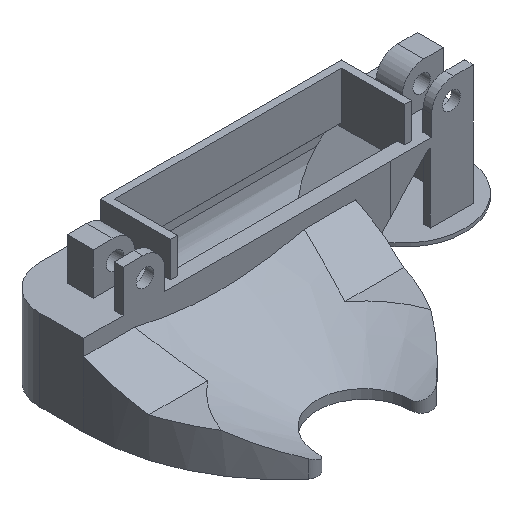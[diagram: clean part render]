
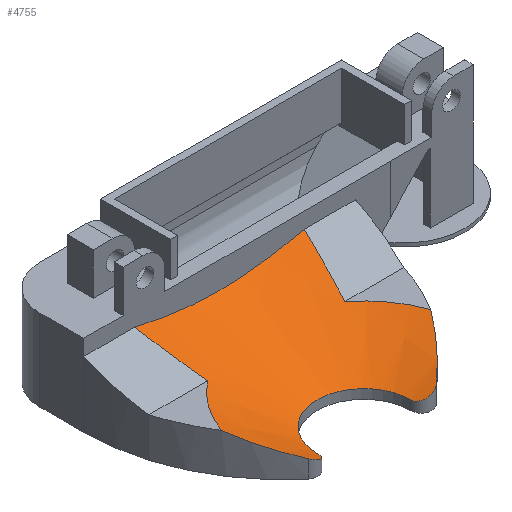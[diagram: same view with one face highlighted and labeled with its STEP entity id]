
A CAD part, isometric view. The second image highlights one B-rep face of the part: STEP entity #4755.
In plain terms, the highlighted conical face has half-angle 65 degrees and reference radius 5.576 mm.
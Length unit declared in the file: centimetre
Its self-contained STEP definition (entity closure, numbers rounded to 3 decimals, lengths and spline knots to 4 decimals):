
#122=CONICAL_SURFACE($,#5031,0.5576,1.134);
#127=(
BOUNDED_CURVE()
B_SPLINE_CURVE(2,(#6457,#6458,#6459),.UNSPECIFIED.,.F.,.F.)
B_SPLINE_CURVE_WITH_KNOTS((3,3),(0.0017,1.9548),
 .UNSPECIFIED.)
CURVE()
GEOMETRIC_REPRESENTATION_ITEM()
RATIONAL_B_SPLINE_CURVE((1.,1.16,1.))
REPRESENTATION_ITEM($)
);
#293=FACE_OUTER_BOUND($,#544,.T.);
#544=EDGE_LOOP($,(#3289,#3290,#3291,#3292,#3293,#3294,#3295,#3296,#3297,
#3298));
#827=ELLIPSE($,#5032,15.1661,1.9644);
#828=ELLIPSE($,#5035,15.1661,1.9644);
#838=B_SPLINE_CURVE_WITH_KNOTS($,3,(#6314,#6315,#6316,#6317,#6318,#6319,
#6320,#6321,#6322),.UNSPECIFIED.,.F.,.F.,(4,2,3,4),(-0.5776,
-0.4487,0.,0.1499),.UNSPECIFIED.);
#839=B_SPLINE_CURVE_WITH_KNOTS($,3,(#6335,#6336,#6337,#6338,#6339,#6340,
#6341,#6342),.UNSPECIFIED.,.F.,.F.,(4,2,2,4),(10.0213,10.1498,
10.5985,10.7488),.UNSPECIFIED.);
#844=B_SPLINE_CURVE_WITH_KNOTS($,3,(#6428,#6429,#6430,#6431,#6432,#6433,
#6434,#6435,#6436,#6437,#6438,#6439,#6440,#6441,#6442,#6443,#6444),
 .UNSPECIFIED.,.F.,.F.,(4,2,2,3,2,2,2,4),(0.6515,0.6521,
0.707,0.7618,0.8062,0.8505,
0.8899,0.9293),.UNSPECIFIED.);
#845=B_SPLINE_CURVE_WITH_KNOTS($,3,(#6463,#6464,#6465,#6466,#6467,#6468,
#6469,#6470,#6471,#6472,#6473,#6474,#6475,#6476,#6477,#6478,#6479),
 .UNSPECIFIED.,.F.,.F.,(4,2,2,2,3,2,2,4),(0.5944,0.6338,
0.6732,0.7175,0.7618,0.8167,
0.8716,0.8721),.UNSPECIFIED.);
#1011=CIRCLE($,#5029,0.532);
#1013=CIRCLE($,#5033,1.2712);
#1014=CIRCLE($,#5034,1.2712);
#2024=VERTEX_POINT($,#6311);
#2025=VERTEX_POINT($,#6313);
#2030=VERTEX_POINT($,#6332);
#2031=VERTEX_POINT($,#6334);
#2055=VERTEX_POINT($,#6427);
#2057=VERTEX_POINT($,#6449);
#2059=VERTEX_POINT($,#6455);
#2060=VERTEX_POINT($,#6456);
#2061=VERTEX_POINT($,#6460);
#2062=VERTEX_POINT($,#6480);
#2517=EDGE_CURVE($,#2024,#2025,#838,.F.);
#2523=EDGE_CURVE($,#2030,#2031,#839,.T.);
#2548=EDGE_CURVE($,#2031,#2055,#844,.T.);
#2551=EDGE_CURVE($,#2055,#2057,#1011,.F.);
#2554=EDGE_CURVE($,#2059,#2060,#127,.T.);
#2555=EDGE_CURVE($,#2061,#2059,#827,.T.);
#2556=EDGE_CURVE($,#2025,#2061,#1013,.T.);
#2557=EDGE_CURVE($,#2057,#2024,#845,.T.);
#2558=EDGE_CURVE($,#2062,#2030,#1014,.T.);
#2559=EDGE_CURVE($,#2060,#2062,#828,.T.);
#3289=ORIENTED_EDGE($,*,*,#2554,.F.);
#3290=ORIENTED_EDGE($,*,*,#2555,.F.);
#3291=ORIENTED_EDGE($,*,*,#2556,.F.);
#3292=ORIENTED_EDGE($,*,*,#2517,.F.);
#3293=ORIENTED_EDGE($,*,*,#2557,.F.);
#3294=ORIENTED_EDGE($,*,*,#2551,.F.);
#3295=ORIENTED_EDGE($,*,*,#2548,.F.);
#3296=ORIENTED_EDGE($,*,*,#2523,.F.);
#3297=ORIENTED_EDGE($,*,*,#2558,.F.);
#3298=ORIENTED_EDGE($,*,*,#2559,.F.);
#4755=ADVANCED_FACE($,(#293),#122,.F.);
#5029=AXIS2_PLACEMENT_3D($,#6450,#5340,#5341);
#5031=AXIS2_PLACEMENT_3D($,#6454,#5345,#5346);
#5032=AXIS2_PLACEMENT_3D($,#6461,#5347,#5348);
#5033=AXIS2_PLACEMENT_3D($,#6462,#5349,#5350);
#5034=AXIS2_PLACEMENT_3D($,#6481,#5351,#5352);
#5035=AXIS2_PLACEMENT_3D($,#6482,#5353,#5354);
#5340=DIRECTION('center_axis',(0.,0.,-1.));
#5341=DIRECTION('ref_axis',(-1.,0.,0.));
#5345=DIRECTION('center_axis',(0.,0.,1.));
#5346=DIRECTION('ref_axis',(-1.,0.,0.));
#5347=DIRECTION('center_axis',(0.,0.419,-0.908));
#5348=DIRECTION('ref_axis',(0.,0.908,0.419));
#5349=DIRECTION('center_axis',(0.,0.,-1.));
#5350=DIRECTION('ref_axis',(-1.,0.,0.));
#5351=DIRECTION('center_axis',(0.,0.,-1.));
#5352=DIRECTION('ref_axis',(-1.,0.,0.));
#5353=DIRECTION('center_axis',(0.,0.419,-0.908));
#5354=DIRECTION('ref_axis',(0.,0.908,0.419));
#6311=CARTESIAN_POINT('',(4.2216,-4.0966,0.2004));
#6313=CARTESIAN_POINT('',(3.7546,-3.5677,0.4506));
#6314=CARTESIAN_POINT('Ctrl Pts',(3.7546,-3.5677,0.4506));
#6315=CARTESIAN_POINT('Ctrl Pts',(3.7775,-3.6037,0.4348));
#6316=CARTESIAN_POINT('Ctrl Pts',(3.8014,-3.639,0.4191));
#6317=CARTESIAN_POINT('Ctrl Pts',(3.9123,-3.7933,0.3494));
#6318=CARTESIAN_POINT('Ctrl Pts',(4.0091,-3.9029,0.2965));
#6319=CARTESIAN_POINT('Ctrl Pts',(4.1122,-4.,0.2485));
#6320=CARTESIAN_POINT('Ctrl Pts',(4.1466,-4.0324,0.2324));
#6321=CARTESIAN_POINT('Ctrl Pts',(4.1832,-4.0648,0.2162));
#6322=CARTESIAN_POINT('Ctrl Pts',(4.2216,-4.0966,0.2004));
#6332=CARTESIAN_POINT('',(6.1456,-3.5681,0.4506));
#6334=CARTESIAN_POINT('',(5.6784,-4.0968,0.2004));
#6335=CARTESIAN_POINT('Ctrl Pts',(6.1456,-3.5681,0.4506));
#6336=CARTESIAN_POINT('Ctrl Pts',(6.1227,-3.604,0.4348));
#6337=CARTESIAN_POINT('Ctrl Pts',(6.0989,-3.6391,0.4192));
#6338=CARTESIAN_POINT('Ctrl Pts',(5.9881,-3.7933,0.3495));
#6339=CARTESIAN_POINT('Ctrl Pts',(5.8913,-3.9029,0.2967));
#6340=CARTESIAN_POINT('Ctrl Pts',(5.7536,-4.0325,0.2325));
#6341=CARTESIAN_POINT('Ctrl Pts',(5.7169,-4.065,0.2163));
#6342=CARTESIAN_POINT('Ctrl Pts',(5.6784,-4.0968,0.2004));
#6427=CARTESIAN_POINT('',(5.4819,-4.0035,0.1058));
#6428=CARTESIAN_POINT('Ctrl Pts',(5.6784,-4.0968,0.2004));
#6429=CARTESIAN_POINT('Ctrl Pts',(5.6782,-4.097,0.2004));
#6430=CARTESIAN_POINT('Ctrl Pts',(5.6781,-4.0971,0.2003));
#6431=CARTESIAN_POINT('Ctrl Pts',(5.6645,-4.1082,0.1947));
#6432=CARTESIAN_POINT('Ctrl Pts',(5.648,-4.1166,0.1878));
#6433=CARTESIAN_POINT('Ctrl Pts',(5.6134,-4.1251,0.1726));
#6434=CARTESIAN_POINT('Ctrl Pts',(5.5953,-4.1253,0.1643));
#6435=CARTESIAN_POINT('Ctrl Pts',(5.5791,-4.1221,0.1566));
#6436=CARTESIAN_POINT('Ctrl Pts',(5.5659,-4.1196,0.1504));
#6437=CARTESIAN_POINT('Ctrl Pts',(5.5522,-4.1145,0.1436));
#6438=CARTESIAN_POINT('Ctrl Pts',(5.5273,-4.0994,0.131));
#6439=CARTESIAN_POINT('Ctrl Pts',(5.5162,-4.0895,0.1251));
#6440=CARTESIAN_POINT('Ctrl Pts',(5.4999,-4.0687,0.1162));
#6441=CARTESIAN_POINT('Ctrl Pts',(5.4931,-4.0567,0.1123));
#6442=CARTESIAN_POINT('Ctrl Pts',(5.4841,-4.0307,0.1072));
#6443=CARTESIAN_POINT('Ctrl Pts',(5.4819,-4.0167,0.1058));
#6444=CARTESIAN_POINT('Ctrl Pts',(5.4819,-4.0035,0.1058));
#6449=CARTESIAN_POINT('',(4.4181,-4.0033,0.1058));
#6450=CARTESIAN_POINT('Origin',(4.95,-4.,0.1058));
#6454=CARTESIAN_POINT('Origin',(4.95,-4.,0.1178));
#6455=CARTESIAN_POINT('',(3.9815,-2.351,0.7495));
#6456=CARTESIAN_POINT('',(5.9185,-2.351,0.7495));
#6457=CARTESIAN_POINT('Ctrl Pts',(3.9815,-2.351,0.7495));
#6458=CARTESIAN_POINT('Ctrl Pts',(4.95,-2.351,0.5208));
#6459=CARTESIAN_POINT('Ctrl Pts',(5.9185,-2.351,0.7495));
#6460=CARTESIAN_POINT('',(4.1667,-2.9988,0.4506));
#6461=CARTESIAN_POINT('Origin',(4.95,9.6294,6.2789));
#6462=CARTESIAN_POINT('Origin',(4.95,-4.,0.4506));
#6463=CARTESIAN_POINT('Ctrl Pts',(4.4181,-4.0033,0.1058));
#6464=CARTESIAN_POINT('Ctrl Pts',(4.4181,-4.0165,0.1058));
#6465=CARTESIAN_POINT('Ctrl Pts',(4.4159,-4.0305,0.1072));
#6466=CARTESIAN_POINT('Ctrl Pts',(4.4069,-4.0565,0.1123));
#6467=CARTESIAN_POINT('Ctrl Pts',(4.4001,-4.0685,0.1162));
#6468=CARTESIAN_POINT('Ctrl Pts',(4.3838,-4.0892,0.1251));
#6469=CARTESIAN_POINT('Ctrl Pts',(4.3726,-4.0992,0.131));
#6470=CARTESIAN_POINT('Ctrl Pts',(4.3478,-4.1143,0.1436));
#6471=CARTESIAN_POINT('Ctrl Pts',(4.334,-4.1193,0.1504));
#6472=CARTESIAN_POINT('Ctrl Pts',(4.3209,-4.1219,0.1566));
#6473=CARTESIAN_POINT('Ctrl Pts',(4.3046,-4.125,0.1643));
#6474=CARTESIAN_POINT('Ctrl Pts',(4.2865,-4.1249,0.1726));
#6475=CARTESIAN_POINT('Ctrl Pts',(4.252,-4.1163,0.1878));
#6476=CARTESIAN_POINT('Ctrl Pts',(4.2355,-4.1079,0.1947));
#6477=CARTESIAN_POINT('Ctrl Pts',(4.2219,-4.0968,0.2003));
#6478=CARTESIAN_POINT('Ctrl Pts',(4.2217,-4.0967,0.2004));
#6479=CARTESIAN_POINT('Ctrl Pts',(4.2216,-4.0966,0.2004));
#6480=CARTESIAN_POINT('',(5.7333,-2.9988,0.4506));
#6481=CARTESIAN_POINT('Origin',(4.95,-4.,0.4506));
#6482=CARTESIAN_POINT('Origin',(4.95,9.6294,6.2789));
